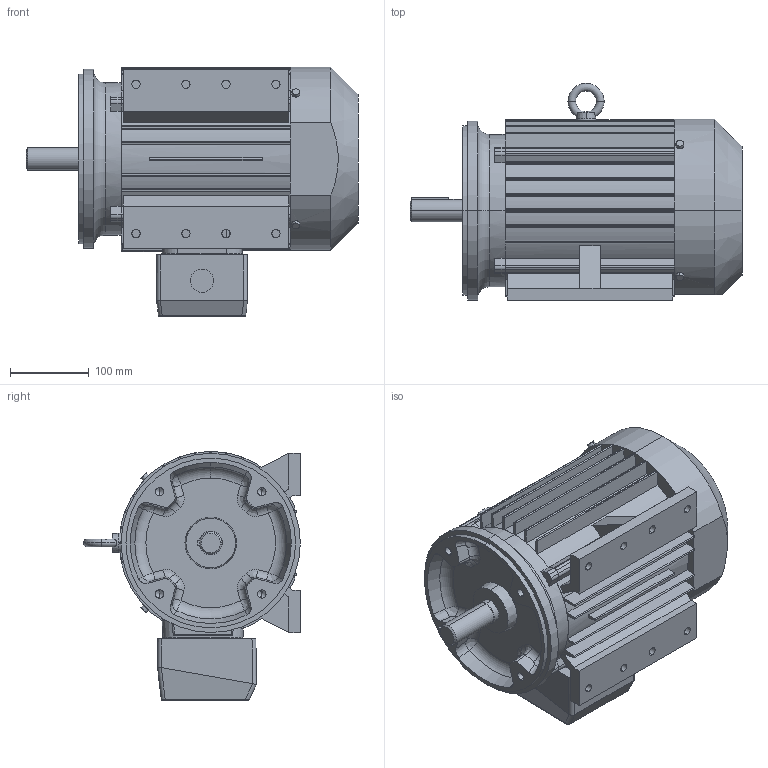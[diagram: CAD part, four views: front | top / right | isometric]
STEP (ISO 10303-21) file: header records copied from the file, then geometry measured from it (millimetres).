
FILE_DESCRIPTION (( 'STEP AP203' ), '1' );
FILE_NAME ('SIE182TC.STEP', '2012-10-25T09:29:05', ( 'INDUKTA' ), ( 'INDUKTA' ), 'SwSTEP 2.0', 'SolidWorks 2003064', '' );
FILE_SCHEMA (( 'CONFIG_CONTROL_DESIGN' ));
Length unit declared in the file: millimetre
Products named in the file (1): SIE182TC
Bounding box: 422.5 x 276.3 x 317.16 mm (x, y, z)
Volume: 13308635.8 mm3; surface area: 683177.2 mm2
Topology: 3 solids, 3 shells, 580 faces, 1552 edges, 999 vertices
Faces by surface type: plane 307, cylinder 169, bspline 56, cone 31, torus 15, sphere 2
Entity records: 41362 total; most frequent: CARTESIAN_POINT 27064, ORIENTED_EDGE 3088, DIRECTION 2789, EDGE_CURVE 1544, VERTEX_POINT 999, LINE 945, VECTOR 945, AXIS2_PLACEMENT_3D 922
